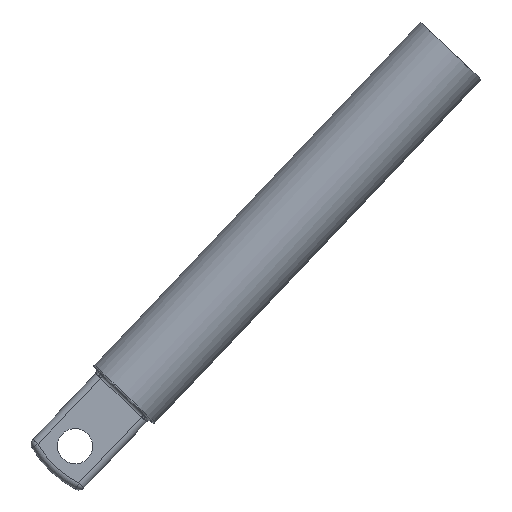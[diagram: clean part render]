
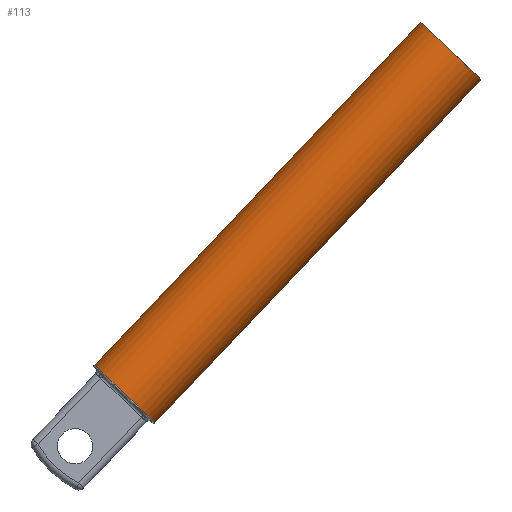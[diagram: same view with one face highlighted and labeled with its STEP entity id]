
A CAD part, front view. The second image highlights one B-rep face of the part: STEP entity #113.
In plain terms, the highlighted cylindrical face has radius 94.05 mm (diameter 188.1 mm), a full revolution.
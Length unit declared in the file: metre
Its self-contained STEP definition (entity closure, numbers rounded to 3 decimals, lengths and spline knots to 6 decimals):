
#113 = ADVANCED_FACE( '', ( #242, #243 ), #244, .T. );
#242 = FACE_OUTER_BOUND( '', #685, .T. );
#243 = FACE_OUTER_BOUND( '', #686, .T. );
#244 = CYLINDRICAL_SURFACE( '', #687, 0.09405 );
#685 = EDGE_LOOP( '', ( #1529 ) );
#686 = EDGE_LOOP( '', ( #1530 ) );
#687 = AXIS2_PLACEMENT_3D( '', #1531, #1532, #1533 );
#1529 = ORIENTED_EDGE( '', *, *, #1770, .T. );
#1530 = ORIENTED_EDGE( '', *, *, #1703, .F. );
#1531 = CARTESIAN_POINT( '', ( 1.186142, 0., 1.44038 ) );
#1532 = DIRECTION( '', ( 0.689, 0., 0.725 ) );
#1533 = DIRECTION( '', ( 0., -1., 0. ) );
#1703 = EDGE_CURVE( '', #1848, #1848, #1849, .T. );
#1770 = EDGE_CURVE( '', #1945, #1945, #1946, .T. );
#1848 = VERTEX_POINT( '', #2117 );
#1849 = CIRCLE( '', #2118, 0.09405 );
#1945 = VERTEX_POINT( '', #2339 );
#1946 = CIRCLE( '', #2340, 0.09405 );
#2117 = CARTESIAN_POINT( '', ( 1.186142, 0.09405, 1.44038 ) );
#2118 = AXIS2_PLACEMENT_3D( '', #2641, #2642, #2643 );
#2339 = CARTESIAN_POINT( '', ( 0.452395, 0.09405, 0.668142 ) );
#2340 = AXIS2_PLACEMENT_3D( '', #2735, #2736, #2737 );
#2641 = CARTESIAN_POINT( '', ( 1.186142, 0., 1.44038 ) );
#2642 = DIRECTION( '', ( 0.689, 0., 0.725 ) );
#2643 = DIRECTION( '', ( 0., 1., 0. ) );
#2735 = CARTESIAN_POINT( '', ( 0.452395, 0., 0.668142 ) );
#2736 = DIRECTION( '', ( 0.689, 0., 0.725 ) );
#2737 = DIRECTION( '', ( 0., 1., 0. ) );
